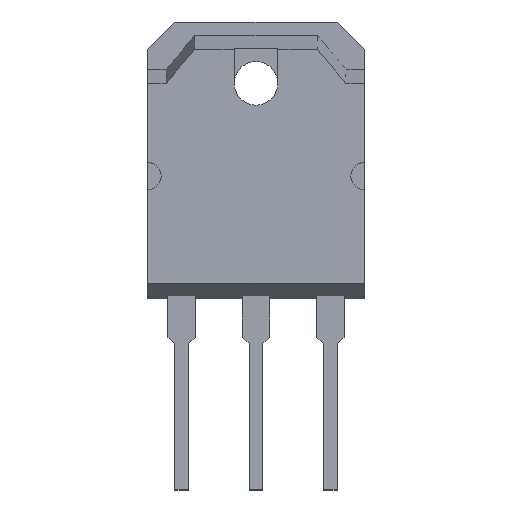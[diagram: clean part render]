
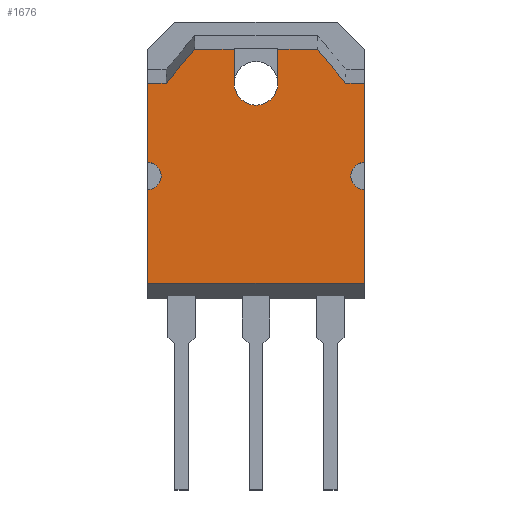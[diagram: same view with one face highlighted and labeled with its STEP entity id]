
A CAD part, top view. The second image highlights one B-rep face of the part: STEP entity #1676.
In plain terms, the highlighted planar face has unit normal (0, 0, 1).
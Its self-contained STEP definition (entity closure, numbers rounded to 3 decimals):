
#52 = CIRCLE ( 'NONE', #2141, 1.6 ) ;
#68 = CARTESIAN_POINT ( 'NONE',  ( 7.95, 4.455, 2.4 ) ) ;
#93 = EDGE_CURVE ( 'NONE', #911, #2182, #1441, .T. ) ;
#111 = VECTOR ( 'NONE', #1954, 1000. ) ;
#115 = DIRECTION ( 'NONE',  ( -1., 0., 0. ) ) ;
#121 = DIRECTION ( 'NONE',  ( 0., -1., 0. ) ) ;
#126 = CIRCLE ( 'NONE', #585, 1. ) ;
#140 = CARTESIAN_POINT ( 'NONE',  ( -7.95, 12.3, 2.4 ) ) ;
#155 = CARTESIAN_POINT ( 'NONE',  ( 7.95, 4.455, 2.4 ) ) ;
#162 = DIRECTION ( 'NONE',  ( 1., 0., 0. ) ) ;
#179 = DIRECTION ( 'NONE',  ( -1., 0., 0. ) ) ;
#208 = VERTEX_POINT ( 'NONE', #1875 ) ;
#212 = CARTESIAN_POINT ( 'NONE',  ( 6.582, 19.1, 2.4 ) ) ;
#213 = EDGE_CURVE ( 'NONE', #1430, #2075, #2148, .T. ) ;
#241 = PLANE ( 'NONE',  #949 ) ;
#247 = DIRECTION ( 'NONE',  ( 0., 0., 1. ) ) ;
#265 = CIRCLE ( 'NONE', #693, 1. ) ;
#268 = CARTESIAN_POINT ( 'NONE',  ( 7.95, 4.455, 2.4 ) ) ;
#270 = DIRECTION ( 'NONE',  ( 1., 0., 0. ) ) ;
#289 = LINE ( 'NONE', #155, #307 ) ;
#296 = CARTESIAN_POINT ( 'NONE',  ( 1.6, 19.1, 2.4 ) ) ;
#307 = VECTOR ( 'NONE', #1138, 1000. ) ;
#317 = DIRECTION ( 'NONE',  ( 0., 0., 1. ) ) ;
#319 = DIRECTION ( 'NONE',  ( 1., 0., 0. ) ) ;
#396 = DIRECTION ( 'NONE',  ( 0., 0., -1. ) ) ;
#419 = DIRECTION ( 'NONE',  ( 0., -1., 0. ) ) ;
#448 = EDGE_CURVE ( 'NONE', #1889, #1815, #1581, .T. ) ;
#462 = FACE_OUTER_BOUND ( 'NONE', #1316, .T. ) ;
#484 = CARTESIAN_POINT ( 'NONE',  ( 1.6, 21.582, 2.4 ) ) ;
#530 = EDGE_CURVE ( 'NONE', #1768, #548, #1606, .T. ) ;
#548 = VERTEX_POINT ( 'NONE', #1809 ) ;
#563 = VECTOR ( 'NONE', #270, 1000. ) ;
#569 = ORIENTED_EDGE ( 'NONE', *, *, #1831, .F. ) ;
#578 = ORIENTED_EDGE ( 'NONE', *, *, #93, .T. ) ;
#585 = AXIS2_PLACEMENT_3D ( 'NONE', #1068, #2043, #115 ) ;
#587 = CARTESIAN_POINT ( 'NONE',  ( 0., 19.1, 2.4 ) ) ;
#606 = ORIENTED_EDGE ( 'NONE', *, *, #1943, .F. ) ;
#643 = CARTESIAN_POINT ( 'NONE',  ( 4.5, 21.582, 2.4 ) ) ;
#654 = VECTOR ( 'NONE', #162, 1000. ) ;
#664 = CARTESIAN_POINT ( 'NONE',  ( -4.5, 21.582, 2.4 ) ) ;
#677 = CARTESIAN_POINT ( 'NONE',  ( 7.95, 4.455, 2.4 ) ) ;
#693 = AXIS2_PLACEMENT_3D ( 'NONE', #140, #317, #179 ) ;
#715 = VECTOR ( 'NONE', #944, 1000. ) ;
#721 = EDGE_CURVE ( 'NONE', #548, #2115, #52, .T. ) ;
#728 = CARTESIAN_POINT ( 'NONE',  ( -6.582, 19.1, 2.4 ) ) ;
#836 = DIRECTION ( 'NONE',  ( 0., -1., 0. ) ) ;
#844 = VECTOR ( 'NONE', #1247, 1000. ) ;
#856 = LINE ( 'NONE', #1807, #111 ) ;
#870 = LINE ( 'NONE', #1246, #1641 ) ;
#899 = EDGE_CURVE ( 'NONE', #1846, #2084, #126, .T. ) ;
#911 = VERTEX_POINT ( 'NONE', #1390 ) ;
#924 = LINE ( 'NONE', #677, #1803 ) ;
#925 = CARTESIAN_POINT ( 'NONE',  ( -6.582, 19.1, 2.4 ) ) ;
#944 = DIRECTION ( 'NONE',  ( 0.643, -0.766, 0. ) ) ;
#949 = AXIS2_PLACEMENT_3D ( 'NONE', #68, #396, #1483 ) ;
#957 = VERTEX_POINT ( 'NONE', #484 ) ;
#975 = LINE ( 'NONE', #664, #1008 ) ;
#1008 = VECTOR ( 'NONE', #1187, 1000. ) ;
#1034 = LINE ( 'NONE', #1838, #1040 ) ;
#1040 = VECTOR ( 'NONE', #121, 1000. ) ;
#1050 = CARTESIAN_POINT ( 'NONE',  ( -7.95, 11.3, 2.4 ) ) ;
#1068 = CARTESIAN_POINT ( 'NONE',  ( -7.95, 12.3, 2.4 ) ) ;
#1079 = CARTESIAN_POINT ( 'NONE',  ( -1.6, 19.1, 2.4 ) ) ;
#1094 = LINE ( 'NONE', #925, #563 ) ;
#1098 = ORIENTED_EDGE ( 'NONE', *, *, #1673, .F. ) ;
#1109 = ORIENTED_EDGE ( 'NONE', *, *, #530, .F. ) ;
#1138 = DIRECTION ( 'NONE',  ( -1., 0., 0. ) ) ;
#1139 = ORIENTED_EDGE ( 'NONE', *, *, #2055, .F. ) ;
#1141 = ORIENTED_EDGE ( 'NONE', *, *, #1922, .F. ) ;
#1180 = LINE ( 'NONE', #296, #1952 ) ;
#1187 = DIRECTION ( 'NONE',  ( 1., 0., 0. ) ) ;
#1206 = EDGE_CURVE ( 'NONE', #2075, #1889, #924, .T. ) ;
#1218 = EDGE_CURVE ( 'NONE', #1321, #1413, #289, .T. ) ;
#1224 = ORIENTED_EDGE ( 'NONE', *, *, #2109, .F. ) ;
#1234 = AXIS2_PLACEMENT_3D ( 'NONE', #2238, #2013, #319 ) ;
#1236 = EDGE_CURVE ( 'NONE', #1846, #1413, #1034, .T. ) ;
#1246 = CARTESIAN_POINT ( 'NONE',  ( -4.5, 21.582, 2.4 ) ) ;
#1247 = DIRECTION ( 'NONE',  ( 0., -1., 0. ) ) ;
#1284 = ORIENTED_EDGE ( 'NONE', *, *, #2029, .F. ) ;
#1308 = ORIENTED_EDGE ( 'NONE', *, *, #1206, .F. ) ;
#1316 = EDGE_LOOP ( 'NONE', ( #2048, #1109, #606, #1141, #1139, #578, #2094, #1894, #2046, #2058, #1098, #1961, #1308, #2065, #1284, #569, #1224 ) ) ;
#1321 = VERTEX_POINT ( 'NONE', #2236 ) ;
#1331 = DIRECTION ( 'NONE',  ( 0., 1., 0. ) ) ;
#1390 = CARTESIAN_POINT ( 'NONE',  ( -7.95, 19.1, 2.4 ) ) ;
#1405 = CARTESIAN_POINT ( 'NONE',  ( -7.95, 4.455, 2.4 ) ) ;
#1413 = VERTEX_POINT ( 'NONE', #1927 ) ;
#1430 = VERTEX_POINT ( 'NONE', #212 ) ;
#1433 = LINE ( 'NONE', #1968, #715 ) ;
#1441 = LINE ( 'NONE', #1405, #2155 ) ;
#1447 = DIRECTION ( 'NONE',  ( 1., 0., 0. ) ) ;
#1483 = DIRECTION ( 'NONE',  ( -1., 0., 0. ) ) ;
#1539 = CARTESIAN_POINT ( 'NONE',  ( 7.95, 13.3, 2.4 ) ) ;
#1581 = CIRCLE ( 'NONE', #1234, 1. ) ;
#1606 = LINE ( 'NONE', #1079, #844 ) ;
#1611 = CARTESIAN_POINT ( 'NONE',  ( 7.95, 19.1, 2.4 ) ) ;
#1641 = VECTOR ( 'NONE', #1447, 1000. ) ;
#1673 = EDGE_CURVE ( 'NONE', #1815, #1321, #1967, .T. ) ;
#1676 = ADVANCED_FACE ( 'NONE', ( #462 ), #241, .F. ) ;
#1705 = CARTESIAN_POINT ( 'NONE',  ( -1.6, 21.582, 2.4 ) ) ;
#1744 = CARTESIAN_POINT ( 'NONE',  ( 1.6, 19.1, 2.4 ) ) ;
#1768 = VERTEX_POINT ( 'NONE', #1705 ) ;
#1803 = VECTOR ( 'NONE', #836, 1000. ) ;
#1807 = CARTESIAN_POINT ( 'NONE',  ( -4.5, 21.582, 2.4 ) ) ;
#1809 = CARTESIAN_POINT ( 'NONE',  ( -1.6, 19.1, 2.4 ) ) ;
#1810 = EDGE_CURVE ( 'NONE', #2084, #2182, #265, .T. ) ;
#1815 = VERTEX_POINT ( 'NONE', #2210 ) ;
#1831 = EDGE_CURVE ( 'NONE', #957, #2127, #975, .T. ) ;
#1838 = CARTESIAN_POINT ( 'NONE',  ( -7.95, 4.455, 2.4 ) ) ;
#1846 = VERTEX_POINT ( 'NONE', #1050 ) ;
#1875 = CARTESIAN_POINT ( 'NONE',  ( -4.5, 21.582, 2.4 ) ) ;
#1881 = CARTESIAN_POINT ( 'NONE',  ( -7.95, 13.3, 2.4 ) ) ;
#1889 = VERTEX_POINT ( 'NONE', #1539 ) ;
#1894 = ORIENTED_EDGE ( 'NONE', *, *, #899, .F. ) ;
#1908 = DIRECTION ( 'NONE',  ( 0., -1., 0. ) ) ;
#1918 = CARTESIAN_POINT ( 'NONE',  ( 6.582, 19.1, 2.4 ) ) ;
#1922 = EDGE_CURVE ( 'NONE', #2074, #208, #856, .T. ) ;
#1927 = CARTESIAN_POINT ( 'NONE',  ( -7.95, 4.455, 2.4 ) ) ;
#1942 = CARTESIAN_POINT ( 'NONE',  ( -6.95, 12.3, 2.4 ) ) ;
#1943 = EDGE_CURVE ( 'NONE', #208, #1768, #870, .T. ) ;
#1952 = VECTOR ( 'NONE', #1331, 1000. ) ;
#1954 = DIRECTION ( 'NONE',  ( 0.643, 0.766, 0. ) ) ;
#1961 = ORIENTED_EDGE ( 'NONE', *, *, #448, .F. ) ;
#1965 = VECTOR ( 'NONE', #419, 1000. ) ;
#1967 = LINE ( 'NONE', #268, #1965 ) ;
#1968 = CARTESIAN_POINT ( 'NONE',  ( 4.5, 21.582, 2.4 ) ) ;
#2013 = DIRECTION ( 'NONE',  ( 0., 0., 1. ) ) ;
#2029 = EDGE_CURVE ( 'NONE', #2127, #1430, #1433, .T. ) ;
#2043 = DIRECTION ( 'NONE',  ( 0., 0., 1. ) ) ;
#2046 = ORIENTED_EDGE ( 'NONE', *, *, #1236, .T. ) ;
#2048 = ORIENTED_EDGE ( 'NONE', *, *, #721, .F. ) ;
#2055 = EDGE_CURVE ( 'NONE', #911, #2074, #1094, .T. ) ;
#2058 = ORIENTED_EDGE ( 'NONE', *, *, #1218, .F. ) ;
#2065 = ORIENTED_EDGE ( 'NONE', *, *, #213, .F. ) ;
#2074 = VERTEX_POINT ( 'NONE', #728 ) ;
#2075 = VERTEX_POINT ( 'NONE', #1611 ) ;
#2084 = VERTEX_POINT ( 'NONE', #1942 ) ;
#2094 = ORIENTED_EDGE ( 'NONE', *, *, #1810, .F. ) ;
#2109 = EDGE_CURVE ( 'NONE', #2115, #957, #1180, .T. ) ;
#2115 = VERTEX_POINT ( 'NONE', #1744 ) ;
#2127 = VERTEX_POINT ( 'NONE', #643 ) ;
#2141 = AXIS2_PLACEMENT_3D ( 'NONE', #587, #247, #2158 ) ;
#2148 = LINE ( 'NONE', #1918, #654 ) ;
#2155 = VECTOR ( 'NONE', #1908, 1000. ) ;
#2158 = DIRECTION ( 'NONE',  ( 1., 0., 0. ) ) ;
#2182 = VERTEX_POINT ( 'NONE', #1881 ) ;
#2210 = CARTESIAN_POINT ( 'NONE',  ( 7.95, 11.3, 2.4 ) ) ;
#2236 = CARTESIAN_POINT ( 'NONE',  ( 7.95, 4.455, 2.4 ) ) ;
#2238 = CARTESIAN_POINT ( 'NONE',  ( 7.95, 12.3, 2.4 ) ) ;
